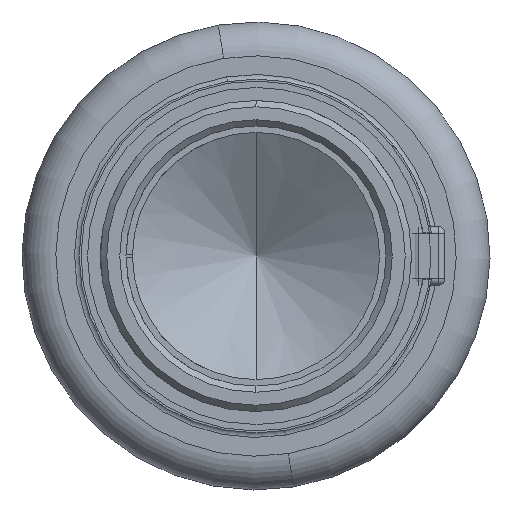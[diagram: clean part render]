
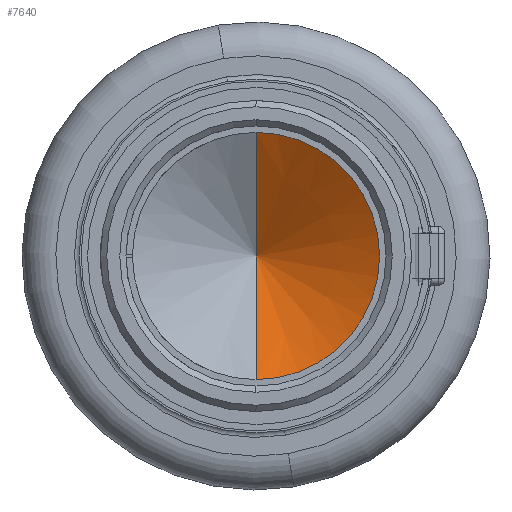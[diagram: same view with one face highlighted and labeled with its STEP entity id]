
A CAD part, left-side view. The second image highlights one B-rep face of the part: STEP entity #7640.
In plain terms, the highlighted conical face has half-angle 59 degrees and reference radius 1664.28 mm.
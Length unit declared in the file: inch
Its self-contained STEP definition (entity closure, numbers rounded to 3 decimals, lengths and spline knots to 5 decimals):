
#585 = EDGE_CURVE ( 'NONE', #1744, #7747, #5880, .T. ) ;
#671 = FACE_OUTER_BOUND ( 'NONE', #1191, .T. ) ;
#1191 = EDGE_LOOP ( 'NONE', ( #10507, #2030, #7558 ) ) ;
#1744 = VERTEX_POINT ( 'NONE', #7669 ) ;
#2030 = ORIENTED_EDGE ( 'NONE', *, *, #585, .T. ) ;
#2032 = DIRECTION ( 'NONE',  ( -0.515, 0., -0.857 ) ) ;
#2243 = CARTESIAN_POINT ( 'NONE',  ( -40.19817, 0., 0. ) ) ;
#3068 = DIRECTION ( 'NONE',  ( -1., 0., 0. ) ) ;
#3929 = EDGE_CURVE ( 'NONE', #1744, #7708, #6367, .T. ) ;
#3935 = VECTOR ( 'NONE', #2032, 39.37008 ) ;
#4134 = VECTOR ( 'NONE', #10261, 39.37008 ) ;
#4534 = DIRECTION ( 'NONE',  ( 1., 0., 0. ) ) ;
#4629 = CONICAL_SURFACE ( 'NONE', #7426, 65.52281, 1.03 ) ;
#5674 = CARTESIAN_POINT ( 'NONE',  ( -1.185, 0., 0.594 ) ) ;
#5880 = LINE ( 'NONE', #6115, #3935 ) ;
#6115 = CARTESIAN_POINT ( 'NONE',  ( -0.82809, 0., 0. ) ) ;
#6220 = DIRECTION ( 'NONE',  ( 0., 0., 1. ) ) ;
#6367 = LINE ( 'NONE', #8586, #4134 ) ;
#6522 = CARTESIAN_POINT ( 'NONE',  ( -1.185, 0., -0.594 ) ) ;
#7168 = AXIS2_PLACEMENT_3D ( 'NONE', #9505, #4534, #10333 ) ;
#7426 = AXIS2_PLACEMENT_3D ( 'NONE', #2243, #3068, #6220 ) ;
#7558 = ORIENTED_EDGE ( 'NONE', *, *, #8026, .F. ) ;
#7640 = ADVANCED_FACE ( 'NONE', ( #671 ), #4629, .F. ) ;
#7669 = CARTESIAN_POINT ( 'NONE',  ( -0.82809, 0., 0. ) ) ;
#7708 = VERTEX_POINT ( 'NONE', #5674 ) ;
#7747 = VERTEX_POINT ( 'NONE', #6522 ) ;
#8026 = EDGE_CURVE ( 'NONE', #7708, #7747, #9800, .T. ) ;
#8586 = CARTESIAN_POINT ( 'NONE',  ( -0.82809, 0., 0. ) ) ;
#9505 = CARTESIAN_POINT ( 'NONE',  ( -1.185, 0., 0. ) ) ;
#9800 = CIRCLE ( 'NONE', #7168, 0.594 ) ;
#10261 = DIRECTION ( 'NONE',  ( -0.515, 0., 0.857 ) ) ;
#10333 = DIRECTION ( 'NONE',  ( 0., 0., -1. ) ) ;
#10507 = ORIENTED_EDGE ( 'NONE', *, *, #3929, .F. ) ;
